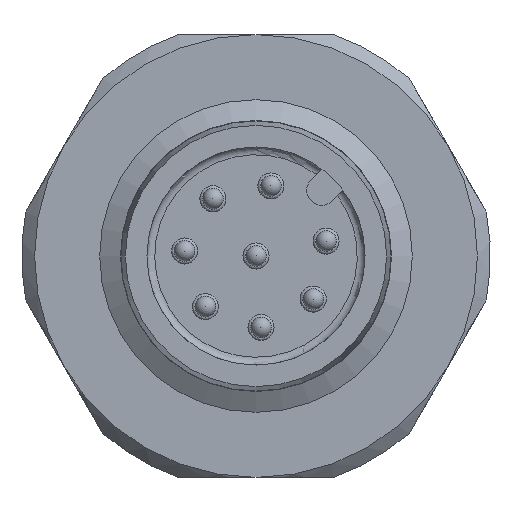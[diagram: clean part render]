
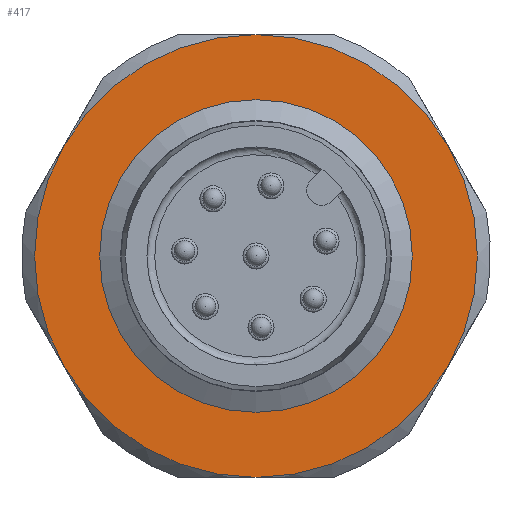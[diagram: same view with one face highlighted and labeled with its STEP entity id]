
A CAD part, left-side view. The second image highlights one B-rep face of the part: STEP entity #417.
In plain terms, the highlighted planar face has unit normal (-1, 0, 0).
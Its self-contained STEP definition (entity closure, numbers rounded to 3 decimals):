
#115=PLANE('',#1634);
#179=FACE_BOUND('',#613,.T.);
#180=FACE_BOUND('',#614,.T.);
#417=ADVANCED_FACE('F17',(#179,#180),#115,.T.);
#613=EDGE_LOOP('',(#1040,#1041,#1042,#1043,#1044,#1045));
#614=EDGE_LOOP('',(#1046));
#814=CIRCLE('',#1598,6.);
#817=CIRCLE('',#1603,8.5);
#820=CIRCLE('',#1609,8.5);
#827=CIRCLE('',#1621,8.5);
#828=CIRCLE('',#1624,8.5);
#831=CIRCLE('',#1631,8.5);
#832=CIRCLE('',#1633,8.5);
#1040=ORIENTED_EDGE('',*,*,#1471,.F.);
#1041=ORIENTED_EDGE('',*,*,#1441,.F.);
#1042=ORIENTED_EDGE('',*,*,#1432,.F.);
#1043=ORIENTED_EDGE('',*,*,#1472,.T.);
#1044=ORIENTED_EDGE('',*,*,#1458,.F.);
#1045=ORIENTED_EDGE('',*,*,#1462,.F.);
#1046=ORIENTED_EDGE('',*,*,#1426,.F.);
#1283=VERTEX_POINT('',#2445);
#1289=VERTEX_POINT('',#2460);
#1290=VERTEX_POINT('',#2462);
#1295=VERTEX_POINT('',#2485);
#1307=VERTEX_POINT('',#2521);
#1308=VERTEX_POINT('',#2525);
#1309=VERTEX_POINT('',#2536);
#1426=EDGE_CURVE('E64',#1283,#1283,#814,.T.);
#1432=EDGE_CURVE('E61',#1289,#1290,#817,.T.);
#1441=EDGE_CURVE('E60',#1290,#1295,#820,.T.);
#1458=EDGE_CURVE('E62',#1308,#1307,#827,.T.);
#1462=EDGE_CURVE('E63',#1309,#1308,#828,.T.);
#1471=EDGE_CURVE('E59',#1295,#1309,#831,.T.);
#1472=EDGE_CURVE('E56',#1289,#1307,#832,.T.);
#1598=AXIS2_PLACEMENT_3D('',#2444,#1887,#1888);
#1603=AXIS2_PLACEMENT_3D('',#2461,#1899,#1900);
#1609=AXIS2_PLACEMENT_3D('',#2484,#1914,#1915);
#1621=AXIS2_PLACEMENT_3D('',#2526,#1945,#1946);
#1624=AXIS2_PLACEMENT_3D('',#2537,#1952,#1953);
#1631=AXIS2_PLACEMENT_3D('',#2558,#1970,#1971);
#1633=AXIS2_PLACEMENT_3D('',#2560,#1974,#1975);
#1634=AXIS2_PLACEMENT_3D('',#2561,#1976,#1977);
#1887=DIRECTION('',(-1.,0.,0.));
#1888=DIRECTION('',(0.,0.,1.));
#1899=DIRECTION('',(1.,0.,0.));
#1900=DIRECTION('',(0.,0.,-1.));
#1914=DIRECTION('',(1.,0.,0.));
#1915=DIRECTION('',(0.,0.,-1.));
#1945=DIRECTION('',(1.,0.,0.));
#1946=DIRECTION('',(0.,0.,-1.));
#1952=DIRECTION('',(1.,0.,0.));
#1953=DIRECTION('',(0.,0.,-1.));
#1970=DIRECTION('',(1.,0.,0.));
#1971=DIRECTION('',(0.,0.,-1.));
#1974=DIRECTION('',(-1.,0.,0.));
#1975=DIRECTION('',(0.,-1.,0.));
#1976=DIRECTION('',(-1.,0.,0.));
#1977=DIRECTION('',(0.,-0.5,0.866));
#2444=CARTESIAN_POINT('',(59.95,50.,0.));
#2445=CARTESIAN_POINT('',(59.95,50.,6.));
#2460=CARTESIAN_POINT('',(59.95,42.639,-4.25));
#2461=CARTESIAN_POINT('',(59.95,50.,0.));
#2462=CARTESIAN_POINT('',(59.95,50.,-8.5));
#2484=CARTESIAN_POINT('',(59.95,50.,0.));
#2485=CARTESIAN_POINT('',(59.95,57.361,-4.25));
#2521=CARTESIAN_POINT('',(59.95,42.639,4.25));
#2525=CARTESIAN_POINT('',(59.95,50.,8.5));
#2526=CARTESIAN_POINT('',(59.95,50.,0.));
#2536=CARTESIAN_POINT('',(59.95,57.361,4.25));
#2537=CARTESIAN_POINT('',(59.95,50.,0.));
#2558=CARTESIAN_POINT('',(59.95,50.,0.));
#2560=CARTESIAN_POINT('',(59.95,50.,0.));
#2561=CARTESIAN_POINT('',(59.95,46.578,-12.772));
